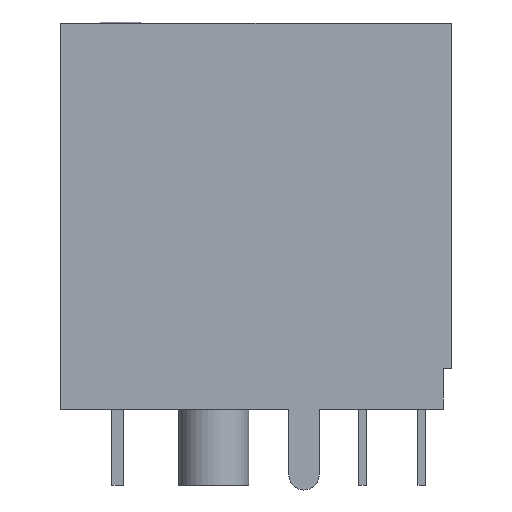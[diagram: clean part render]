
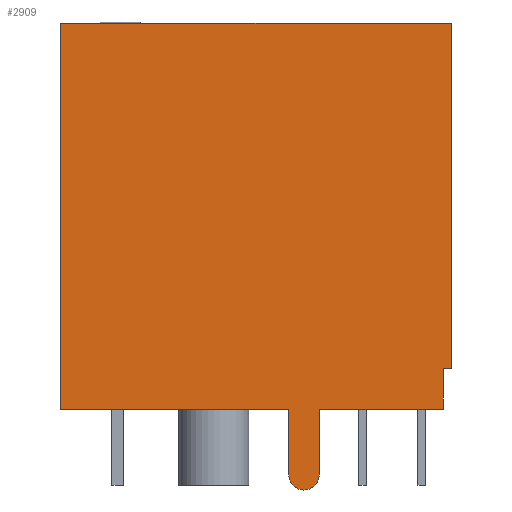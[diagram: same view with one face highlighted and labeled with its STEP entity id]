
A CAD part, left-side view. The second image highlights one B-rep face of the part: STEP entity #2909.
In plain terms, the highlighted planar face has unit normal (-1, 0, 0).
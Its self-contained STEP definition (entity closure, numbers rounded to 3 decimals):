
#2=DIRECTION('',(0.,1.,0.));
#3=VECTOR('',#2,9.75);
#4=CARTESIAN_POINT('',(-8.075,-1.4,-16.5));
#5=LINE('',#4,#3);
#6=DIRECTION('',(0.,0.,1.));
#7=VECTOR('',#6,16.5);
#8=CARTESIAN_POINT('',(-8.075,8.35,-16.5));
#9=LINE('',#8,#7);
#10=DIRECTION('',(0.,-1.,0.));
#11=VECTOR('',#10,16.7);
#12=CARTESIAN_POINT('',(-8.075,8.35,0.));
#13=LINE('',#12,#11);
#14=DIRECTION('',(0.,0.,-1.));
#15=VECTOR('',#14,14.75);
#16=CARTESIAN_POINT('',(-8.075,-8.35,0.));
#17=LINE('',#16,#15);
#18=DIRECTION('',(0.,1.,0.));
#19=VECTOR('',#18,0.35);
#20=CARTESIAN_POINT('',(-8.075,-8.35,-14.75));
#21=LINE('',#20,#19);
#22=DIRECTION('',(0.,0.,-1.));
#23=VECTOR('',#22,1.75);
#24=CARTESIAN_POINT('',(-8.075,-8.,-14.75));
#25=LINE('',#24,#23);
#26=DIRECTION('',(0.,1.,0.));
#27=VECTOR('',#26,5.3);
#28=CARTESIAN_POINT('',(-8.075,-8.,-16.5));
#29=LINE('',#28,#27);
#30=DIRECTION('',(0.,0.,-1.));
#31=VECTOR('',#30,2.8);
#32=CARTESIAN_POINT('',(-8.075,-2.7,-16.5));
#33=LINE('',#32,#31);
#34=CARTESIAN_POINT('',(-8.075,-2.05,-19.3));
#35=DIRECTION('',(-1.,0.,0.));
#36=DIRECTION('',(0.,1.,0.));
#37=AXIS2_PLACEMENT_3D('',#34,#35,#36);
#39=DIRECTION('',(0.,0.,-1.));
#40=VECTOR('',#39,2.8);
#41=CARTESIAN_POINT('',(-8.075,-1.4,-16.5));
#42=LINE('',#41,#40);
#2174=CARTESIAN_POINT('',(-8.075,8.35,0.));
#2175=CARTESIAN_POINT('',(-8.075,-8.35,0.));
#2176=VERTEX_POINT('',#2174);
#2177=VERTEX_POINT('',#2175);
#2178=CARTESIAN_POINT('',(-8.075,-8.35,-14.75));
#2179=VERTEX_POINT('',#2178);
#2180=CARTESIAN_POINT('',(-8.075,-8.,-14.75));
#2181=VERTEX_POINT('',#2180);
#2182=CARTESIAN_POINT('',(-8.075,-8.,-16.5));
#2183=VERTEX_POINT('',#2182);
#2184=CARTESIAN_POINT('',(-8.075,8.35,-16.5));
#2185=VERTEX_POINT('',#2184);
#2402=CARTESIAN_POINT('',(-8.075,-1.4,-16.5));
#2404=VERTEX_POINT('',#2402);
#2408=CARTESIAN_POINT('',(-8.075,-2.7,-16.5));
#2409=VERTEX_POINT('',#2408);
#2418=CARTESIAN_POINT('',(-8.075,-1.4,-19.3));
#2419=VERTEX_POINT('',#2418);
#2424=CARTESIAN_POINT('',(-8.075,-2.7,-19.3));
#2425=VERTEX_POINT('',#2424);
#2882=CARTESIAN_POINT('',(-8.075,0.,0.));
#2883=DIRECTION('',(1.,0.,0.));
#2884=DIRECTION('',(0.,-1.,0.));
#2885=AXIS2_PLACEMENT_3D('',#2882,#2883,#2884);
#2886=PLANE('',#2885);
#2888=ORIENTED_EDGE('',*,*,#2887,.F.);
#2890=ORIENTED_EDGE('',*,*,#2889,.T.);
#2892=ORIENTED_EDGE('',*,*,#2891,.T.);
#2894=ORIENTED_EDGE('',*,*,#2893,.T.);
#2896=ORIENTED_EDGE('',*,*,#2895,.T.);
#2898=ORIENTED_EDGE('',*,*,#2897,.T.);
#2900=ORIENTED_EDGE('',*,*,#2899,.T.);
#2902=ORIENTED_EDGE('',*,*,#2901,.T.);
#2904=ORIENTED_EDGE('',*,*,#2903,.T.);
#2906=ORIENTED_EDGE('',*,*,#2905,.F.);
#2907=EDGE_LOOP('',(#2888,#2890,#2892,#2894,#2896,#2898,#2900,#2902,#2904,
#2906));
#2908=FACE_OUTER_BOUND('',#2907,.F.);
#2909=ADVANCED_FACE('',(#2908),#2886,.F.);
#38=CIRCLE('',#37,0.65);
#2887=EDGE_CURVE('',#2404,#2419,#42,.T.);
#2889=EDGE_CURVE('',#2404,#2185,#5,.T.);
#2891=EDGE_CURVE('',#2185,#2176,#9,.T.);
#2893=EDGE_CURVE('',#2176,#2177,#13,.T.);
#2895=EDGE_CURVE('',#2177,#2179,#17,.T.);
#2897=EDGE_CURVE('',#2179,#2181,#21,.T.);
#2899=EDGE_CURVE('',#2181,#2183,#25,.T.);
#2901=EDGE_CURVE('',#2183,#2409,#29,.T.);
#2903=EDGE_CURVE('',#2409,#2425,#33,.T.);
#2905=EDGE_CURVE('',#2419,#2425,#38,.T.);
